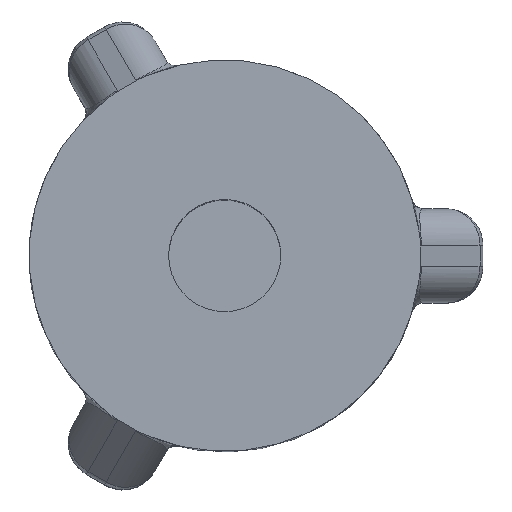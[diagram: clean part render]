
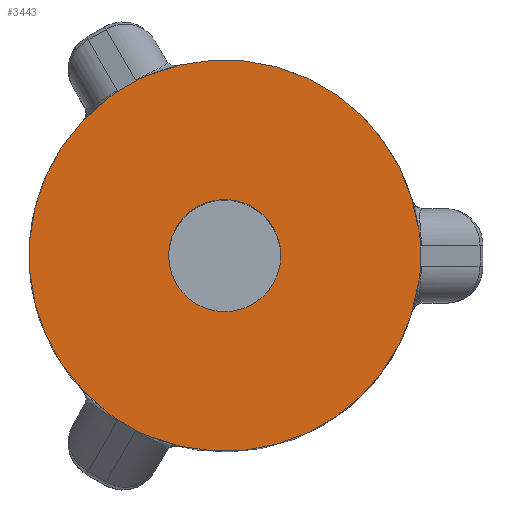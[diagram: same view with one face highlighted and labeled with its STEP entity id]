
A CAD part, top view. The second image highlights one B-rep face of the part: STEP entity #3443.
In plain terms, the highlighted planar face has unit normal (0, 0, 1).
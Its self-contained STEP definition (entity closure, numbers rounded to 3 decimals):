
#9 = EDGE_CURVE ( 'NONE', #1769, #712, #1045, .T. ) ;
#23 = LINE ( 'NONE', #3749, #2579 ) ;
#28 = CARTESIAN_POINT ( 'NONE',  ( 1.075, 0., 0. ) ) ;
#39 = CARTESIAN_POINT ( 'NONE',  ( 3.75, 0., 0. ) ) ;
#63 = DIRECTION ( 'NONE',  ( 0., 0., 1. ) ) ;
#64 = CIRCLE ( 'NONE', #545, 1.075 ) ;
#153 = VERTEX_POINT ( 'NONE', #28 ) ;
#208 = CARTESIAN_POINT ( 'NONE',  ( -1.434, -3.465, 0. ) ) ;
#216 = CARTESIAN_POINT ( 'NONE',  ( 3.718, -0.491, 0. ) ) ;
#274 = ORIENTED_EDGE ( 'NONE', *, *, #2605, .T. ) ;
#399 = DIRECTION ( 'NONE',  ( 1., 0., 0. ) ) ;
#410 = CARTESIAN_POINT ( 'NONE',  ( -2.228, 3.018, 0. ) ) ;
#434 = DIRECTION ( 'NONE',  ( 0., 0., 1. ) ) ;
#458 = ORIENTED_EDGE ( 'NONE', *, *, #3165, .T. ) ;
#535 = CARTESIAN_POINT ( 'NONE',  ( 3.718, 0.491, 0. ) ) ;
#545 = AXIS2_PLACEMENT_3D ( 'NONE', #2596, #2938, #848 ) ;
#567 = ORIENTED_EDGE ( 'NONE', *, *, #631, .T. ) ;
#571 = ORIENTED_EDGE ( 'NONE', *, *, #1842, .T. ) ;
#631 = EDGE_CURVE ( 'NONE', #657, #3586, #2539, .T. ) ;
#657 = VERTEX_POINT ( 'NONE', #716 ) ;
#684 = CARTESIAN_POINT ( 'NONE',  ( 0., 0., 0. ) ) ;
#695 = DIRECTION ( 'NONE',  ( 0.866, -0.5, 0. ) ) ;
#712 = VERTEX_POINT ( 'NONE', #748 ) ;
#716 = CARTESIAN_POINT ( 'NONE',  ( -2.118, 3.107, 0. ) ) ;
#723 = VECTOR ( 'NONE', #2739, 1000. ) ;
#727 = CARTESIAN_POINT ( 'NONE',  ( -2.118, -3.107, 0. ) ) ;
#748 = CARTESIAN_POINT ( 'NONE',  ( -1.434, 3.465, 0. ) ) ;
#793 = EDGE_CURVE ( 'NONE', #3413, #2545, #3757, .T. ) ;
#817 = CARTESIAN_POINT ( 'NONE',  ( 3.718, -0.491, 0. ) ) ;
#820 = VERTEX_POINT ( 'NONE', #1136 ) ;
#848 = DIRECTION ( 'NONE',  ( 1., 0., 0. ) ) ;
#887 = CARTESIAN_POINT ( 'NONE',  ( -2.284, -2.974, 0. ) ) ;
#890 = EDGE_CURVE ( 'NONE', #3586, #2316, #1829, .T. ) ;
#902 = VERTEX_POINT ( 'NONE', #3067 ) ;
#966 = CARTESIAN_POINT ( 'NONE',  ( -2.228, -3.018, 0. ) ) ;
#986 = AXIS2_PLACEMENT_3D ( 'NONE', #684, #2127, #3278 ) ;
#1045 = CIRCLE ( 'NONE', #986, 3.75 ) ;
#1050 = CARTESIAN_POINT ( 'NONE',  ( 3.742, 0.351, 0. ) ) ;
#1051 = EDGE_CURVE ( 'NONE', #820, #1715, #2765, .T. ) ;
#1091 = VERTEX_POINT ( 'NONE', #2831 ) ;
#1098 = AXIS2_PLACEMENT_3D ( 'NONE', #2112, #63, #2185 ) ;
#1136 = CARTESIAN_POINT ( 'NONE',  ( -1.632, -3.388, 0. ) ) ;
#1185 = B_SPLINE_CURVE_WITH_KNOTS ( 'NONE', 3,
 ( #3617, #2415, #2397, #3576 ),
 .UNSPECIFIED., .F., .F.,
 ( 4, 4 ),
 ( 0., 0. ),
 .UNSPECIFIED. ) ;
#1249 = ORIENTED_EDGE ( 'NONE', *, *, #9, .T. ) ;
#1250 = CARTESIAN_POINT ( 'NONE',  ( 0., 0., 0. ) ) ;
#1264 = CARTESIAN_POINT ( 'NONE',  ( -2.118, 3.107, 0. ) ) ;
#1282 = EDGE_CURVE ( 'NONE', #153, #1091, #2569, .T. ) ;
#1321 = CARTESIAN_POINT ( 'NONE',  ( 3.75, 0.28, 0. ) ) ;
#1343 = CARTESIAN_POINT ( 'NONE',  ( -2.284, 2.974, 0. ) ) ;
#1361 = CARTESIAN_POINT ( 'NONE',  ( 3.727, 0.42, 0. ) ) ;
#1371 = CARTESIAN_POINT ( 'NONE',  ( -2.284, 2.974, 0. ) ) ;
#1417 = VERTEX_POINT ( 'NONE', #1617 ) ;
#1442 = EDGE_CURVE ( 'NONE', #1091, #153, #64, .T. ) ;
#1455 = CARTESIAN_POINT ( 'NONE',  ( -1.434, -3.465, 0. ) ) ;
#1494 = EDGE_CURVE ( 'NONE', #1715, #3413, #2292, .T. ) ;
#1532 = B_SPLINE_CURVE_WITH_KNOTS ( 'NONE', 3,
 ( #887, #966, #3593, #2391 ),
 .UNSPECIFIED., .F., .F.,
 ( 4, 4 ),
 ( 0., 0. ),
 .UNSPECIFIED. ) ;
#1543 = LINE ( 'NONE', #1828, #723 ) ;
#1607 = AXIS2_PLACEMENT_3D ( 'NONE', #1250, #434, #2410 ) ;
#1617 = CARTESIAN_POINT ( 'NONE',  ( -1.632, 3.388, 0. ) ) ;
#1703 = AXIS2_PLACEMENT_3D ( 'NONE', #39, #2720, #399 ) ;
#1715 = VERTEX_POINT ( 'NONE', #1455 ) ;
#1769 = VERTEX_POINT ( 'NONE', #535 ) ;
#1828 = CARTESIAN_POINT ( 'NONE',  ( 3.75, -0.9, 0. ) ) ;
#1829 = CIRCLE ( 'NONE', #1098, 3.75 ) ;
#1842 = EDGE_CURVE ( 'NONE', #2394, #820, #2971, .T. ) ;
#1916 = ORIENTED_EDGE ( 'NONE', *, *, #793, .T. ) ;
#1962 = CARTESIAN_POINT ( 'NONE',  ( -1.567, -3.416, 0. ) ) ;
#1982 = CARTESIAN_POINT ( 'NONE',  ( -1.5, -3.438, 0. ) ) ;
#2041 = EDGE_CURVE ( 'NONE', #902, #1769, #2563, .T. ) ;
#2042 = DIRECTION ( 'NONE',  ( 0., 0., 1. ) ) ;
#2075 = ORIENTED_EDGE ( 'NONE', *, *, #1282, .F. ) ;
#2112 = CARTESIAN_POINT ( 'NONE',  ( 0., 0., 0. ) ) ;
#2127 = DIRECTION ( 'NONE',  ( 0., 0., 1. ) ) ;
#2147 = ORIENTED_EDGE ( 'NONE', *, *, #2192, .T. ) ;
#2150 = CARTESIAN_POINT ( 'NONE',  ( 3.75, -0.28, 0. ) ) ;
#2185 = DIRECTION ( 'NONE',  ( 1., 0., 0. ) ) ;
#2192 = EDGE_CURVE ( 'NONE', #1417, #657, #23, .T. ) ;
#2280 = ORIENTED_EDGE ( 'NONE', *, *, #1442, .F. ) ;
#2292 = CIRCLE ( 'NONE', #2842, 3.75 ) ;
#2302 = ORIENTED_EDGE ( 'NONE', *, *, #890, .T. ) ;
#2316 = VERTEX_POINT ( 'NONE', #3267 ) ;
#2317 = DIRECTION ( 'NONE',  ( -0.866, -0.5, 0. ) ) ;
#2391 = CARTESIAN_POINT ( 'NONE',  ( -2.118, -3.107, 0. ) ) ;
#2394 = VERTEX_POINT ( 'NONE', #727 ) ;
#2397 = CARTESIAN_POINT ( 'NONE',  ( -1.567, 3.416, 0. ) ) ;
#2410 = DIRECTION ( 'NONE',  ( 1., 0., 0. ) ) ;
#2415 = CARTESIAN_POINT ( 'NONE',  ( -1.5, 3.438, 0. ) ) ;
#2539 = B_SPLINE_CURVE_WITH_KNOTS ( 'NONE', 3,
 ( #1264, #2649, #410, #1343 ),
 .UNSPECIFIED., .F., .F.,
 ( 4, 4 ),
 ( 0., 0. ),
 .UNSPECIFIED. ) ;
#2545 = VERTEX_POINT ( 'NONE', #2150 ) ;
#2552 = CARTESIAN_POINT ( 'NONE',  ( 3.75, -0.28, 0. ) ) ;
#2563 = B_SPLINE_CURVE_WITH_KNOTS ( 'NONE', 3,
 ( #1321, #1050, #1361, #2818 ),
 .UNSPECIFIED., .F., .F.,
 ( 4, 4 ),
 ( 0., 0. ),
 .UNSPECIFIED. ) ;
#2569 = CIRCLE ( 'NONE', #1607, 1.075 ) ;
#2579 = VECTOR ( 'NONE', #2317, 1000. ) ;
#2596 = CARTESIAN_POINT ( 'NONE',  ( 0., 0., 0. ) ) ;
#2605 = EDGE_CURVE ( 'NONE', #2316, #2394, #1532, .T. ) ;
#2621 = ORIENTED_EDGE ( 'NONE', *, *, #2041, .T. ) ;
#2649 = CARTESIAN_POINT ( 'NONE',  ( -2.175, 3.066, 0. ) ) ;
#2651 = DIRECTION ( 'NONE',  ( 1., 0., 0. ) ) ;
#2656 = EDGE_LOOP ( 'NONE', ( #2075, #2280 ) ) ;
#2695 = EDGE_LOOP ( 'NONE', ( #2302, #274, #571, #2977, #3383, #1916, #3748, #2621, #1249, #458, #2147, #567 ) ) ;
#2720 = DIRECTION ( 'NONE',  ( 0., 0., 1. ) ) ;
#2739 = DIRECTION ( 'NONE',  ( 0., 1., 0. ) ) ;
#2765 = B_SPLINE_CURVE_WITH_KNOTS ( 'NONE', 3,
 ( #2813, #1962, #1982, #208 ),
 .UNSPECIFIED., .F., .F.,
 ( 4, 4 ),
 ( 0., 0. ),
 .UNSPECIFIED. ) ;
#2813 = CARTESIAN_POINT ( 'NONE',  ( -1.632, -3.388, 0. ) ) ;
#2818 = CARTESIAN_POINT ( 'NONE',  ( 3.718, 0.491, 0. ) ) ;
#2831 = CARTESIAN_POINT ( 'NONE',  ( -1.075, 0., 0. ) ) ;
#2842 = AXIS2_PLACEMENT_3D ( 'NONE', #3201, #2042, #2651 ) ;
#2874 = CARTESIAN_POINT ( 'NONE',  ( 3.742, -0.351, 0. ) ) ;
#2912 = CARTESIAN_POINT ( 'NONE',  ( 3.727, -0.42, 0. ) ) ;
#2938 = DIRECTION ( 'NONE',  ( 0., 0., 1. ) ) ;
#2945 = PLANE ( 'NONE',  #1703 ) ;
#2971 = LINE ( 'NONE', #3288, #3447 ) ;
#2977 = ORIENTED_EDGE ( 'NONE', *, *, #1051, .T. ) ;
#3067 = CARTESIAN_POINT ( 'NONE',  ( 3.75, 0.28, 0. ) ) ;
#3119 = EDGE_CURVE ( 'NONE', #2545, #902, #1543, .T. ) ;
#3165 = EDGE_CURVE ( 'NONE', #712, #1417, #1185, .T. ) ;
#3201 = CARTESIAN_POINT ( 'NONE',  ( 0., 0., 0. ) ) ;
#3241 = FACE_BOUND ( 'NONE', #2656, .T. ) ;
#3262 = FACE_OUTER_BOUND ( 'NONE', #2695, .T. ) ;
#3267 = CARTESIAN_POINT ( 'NONE',  ( -2.284, -2.974, 0. ) ) ;
#3278 = DIRECTION ( 'NONE',  ( 1., 0., 0. ) ) ;
#3288 = CARTESIAN_POINT ( 'NONE',  ( -2.654, -2.798, 0. ) ) ;
#3383 = ORIENTED_EDGE ( 'NONE', *, *, #1494, .T. ) ;
#3413 = VERTEX_POINT ( 'NONE', #817 ) ;
#3443 = ADVANCED_FACE ( 'NONE', ( #3262, #3241 ), #2945, .T. ) ;
#3447 = VECTOR ( 'NONE', #695, 1000. ) ;
#3576 = CARTESIAN_POINT ( 'NONE',  ( -1.632, 3.388, 0. ) ) ;
#3586 = VERTEX_POINT ( 'NONE', #1371 ) ;
#3593 = CARTESIAN_POINT ( 'NONE',  ( -2.175, -3.066, 0. ) ) ;
#3617 = CARTESIAN_POINT ( 'NONE',  ( -1.434, 3.465, 0. ) ) ;
#3748 = ORIENTED_EDGE ( 'NONE', *, *, #3119, .T. ) ;
#3749 = CARTESIAN_POINT ( 'NONE',  ( -1.096, 3.698, 0. ) ) ;
#3757 = B_SPLINE_CURVE_WITH_KNOTS ( 'NONE', 3,
 ( #216, #2912, #2874, #2552 ),
 .UNSPECIFIED., .F., .F.,
 ( 4, 4 ),
 ( 0., 0. ),
 .UNSPECIFIED. ) ;
